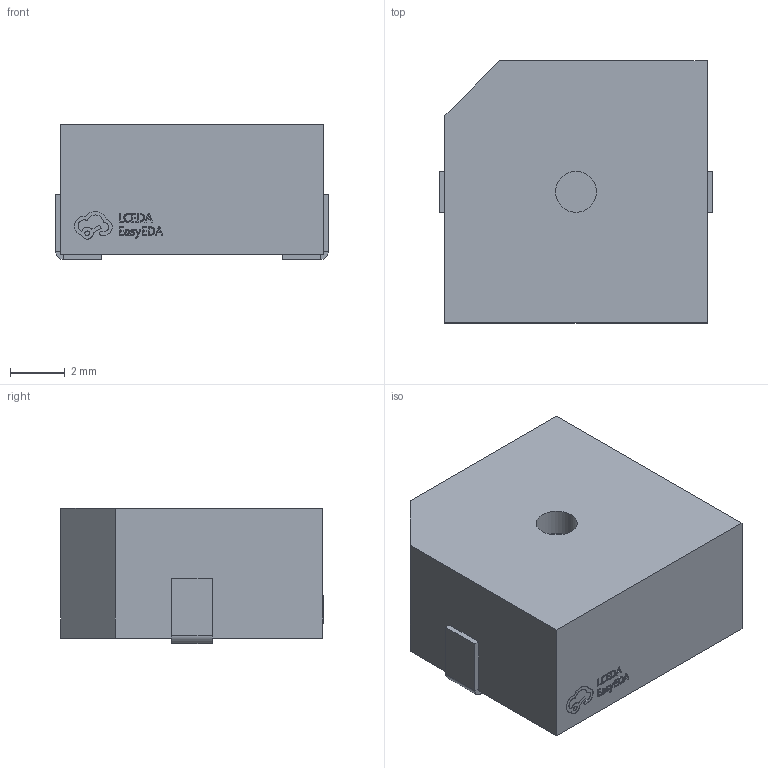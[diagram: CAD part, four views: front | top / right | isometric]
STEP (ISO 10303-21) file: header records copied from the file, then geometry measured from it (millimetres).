
FILE_DESCRIPTION(/* description */ ('Designed by EasyEDA Pro'),/* implementation_level */ '2;1');
FILE_NAME(/* name */ 'BUZ_9_6x9_6x5_SMD.step',/* time_stamp */ '2025-03-31T15:41:50+08:00',/* author */ (''),/* organization */ (''),/* preprocessor_version */ 'ST-DEVELOPER v20.1',/* originating_system */ 'Autodesk Translation Framework v14.4.0.0',/* authorisation */ '');
FILE_SCHEMA (('AUTOMOTIVE_DESIGN { 1 0 10303 214 3 1 1 }'));
Length unit declared in the file: millimetre
Products named in the file (3): a8Uo-PCBModel; a8Uo-Board; a8Uo-U1-BUZ-SMD_L9.6-W9.6-LS10.0-R
Assembly tree (2 placements, depth 2):
  a8Uo-PCBModel
    a8Uo-Board
    a8Uo-U1-BUZ-SMD_L9.6-W9.6-LS10.0-R
Bounding box: 10 x 9.61 x 4.95 mm (x, y, z)
Volume: 380.4 mm3; surface area: 491 mm2
Topology: 1 solids, 1 shells, 318 faces, 853 edges, 566 vertices
Faces by surface type: plane 201, bspline 112, cylinder 5
Full cylindrical faces by diameter (mm): 1.5 x1, 4 x1, 6.543 x1
Entity records: 11179 total; most frequent: CARTESIAN_POINT 3582, ORIENTED_EDGE 1706, DIRECTION 1229, EDGE_CURVE 853, LINE 619, VECTOR 619, VERTEX_POINT 566, EDGE_LOOP 347
